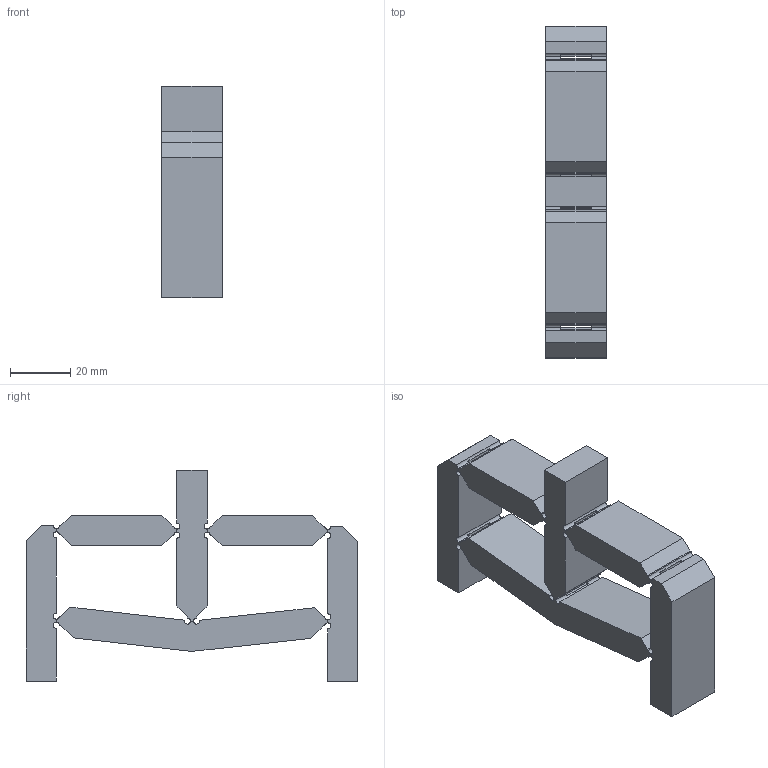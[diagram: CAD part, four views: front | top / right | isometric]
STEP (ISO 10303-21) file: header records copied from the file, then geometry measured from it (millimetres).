
FILE_DESCRIPTION(/* description */ (''),/* implementation_level */ '2;1');
FILE_NAME(/* name */ 'L1 v8.step',/* time_stamp */ '2025-06-01T19:11:44+01:00',/* author */ (''),/* organization */ (''),/* preprocessor_version */ 'ST-DEVELOPER v20.1',/* originating_system */ 'Autodesk Translation Framework v14.10.0.0',/* authorisation */ '');
FILE_SCHEMA (('AUTOMOTIVE_DESIGN { 1 0 10303 214 3 1 1 }'));
Length unit declared in the file: millimetre
Products named in the file (7): L1; Component1; Component2; Component3; Component4; Component5; Component6
Assembly tree (6 placements, depth 2):
  L1
    Component1
    Component2
    Component3
    Component4
    Component5
    Component6
Bounding box: 20 x 110 x 70.11 mm (x, y, z)
Volume: 60203.2 mm3; surface area: 20762.9 mm2
Topology: 6 solids, 6 shells, 163 faces, 453 edges, 302 vertices
Faces by surface type: plane 121, cylinder 42
Entity records: 5460 total; most frequent: DIRECTION 945, CARTESIAN_POINT 931, ORIENTED_EDGE 906, EDGE_CURVE 453, AXIS2_PLACEMENT_3D 316, LINE 313, VECTOR 313, VERTEX_POINT 302
